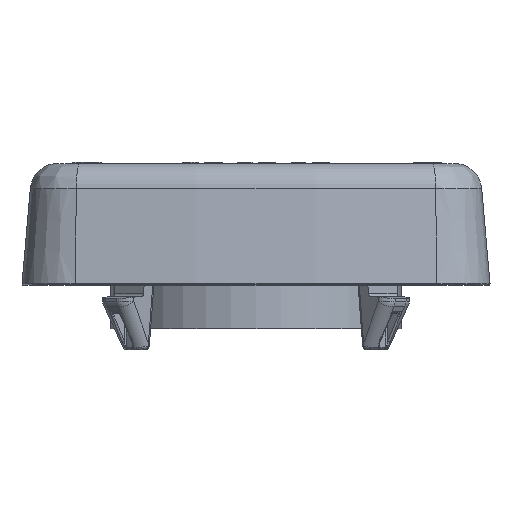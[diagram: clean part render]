
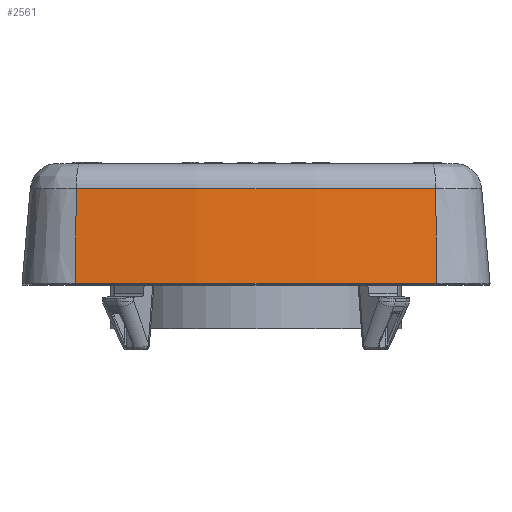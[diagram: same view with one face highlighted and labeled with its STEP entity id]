
A CAD part, left-side view. The second image highlights one B-rep face of the part: STEP entity #2561.
In plain terms, the highlighted conical face has half-angle 5 degrees and reference radius 182.518 mm.
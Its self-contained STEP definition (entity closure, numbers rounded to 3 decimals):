
#95=CONICAL_SURFACE('',#34088,182.518,5.);
#2561=ADVANCED_FACE('',(#4434),#95,.T.);
#4434=FACE_OUTER_BOUND('',#6181,.T.);
#6181=EDGE_LOOP('',(#17908,#17909,#17910,#17911));
#8303=LINE('',#49235,#12332);
#8304=LINE('',#49236,#12333);
#12332=VECTOR('',#38000,1.);
#12333=VECTOR('',#38001,1.);
#17908=ORIENTED_EDGE('',*,*,#29305,.F.);
#17909=ORIENTED_EDGE('',*,*,#29306,.F.);
#17910=ORIENTED_EDGE('',*,*,#28855,.T.);
#17911=ORIENTED_EDGE('',*,*,#29307,.F.);
#25549=VERTEX_POINT('',#48330);
#25550=VERTEX_POINT('',#48331);
#25774=VERTEX_POINT('',#49233);
#25775=VERTEX_POINT('',#49234);
#28855=EDGE_CURVE('',#25549,#25550,#32963,.T.);
#29305=EDGE_CURVE('',#25774,#25775,#33053,.T.);
#29306=EDGE_CURVE('',#25549,#25774,#8303,.T.);
#29307=EDGE_CURVE('',#25775,#25550,#8304,.T.);
#32963=CIRCLE('',#33772,183.033);
#33053=CIRCLE('',#34087,182.003);
#33772=AXIS2_PLACEMENT_3D('',#48329,#37009,#37010);
#34087=AXIS2_PLACEMENT_3D('',#49232,#37998,#37999);
#34088=AXIS2_PLACEMENT_3D('',#49237,#38002,#38003);
#37009=DIRECTION('',(0.,0.,1.));
#37010=DIRECTION('',(-0.992,-0.123,0.));
#37998=DIRECTION('',(0.,0.,1.));
#37999=DIRECTION('',(-0.992,0.123,0.));
#38000=DIRECTION('',(0.086,-0.011,0.996));
#38001=DIRECTION('',(-0.086,-0.011,-0.996));
#38002=DIRECTION('',(0.,0.,-1.));
#38003=DIRECTION('',(-1.,0.,0.));
#48329=CARTESIAN_POINT('',(108.25,0.,-0.383));
#48330=CARTESIAN_POINT('',(-73.405,22.423,-0.383));
#48331=CARTESIAN_POINT('',(-73.405,-22.423,-0.383));
#49232=CARTESIAN_POINT('',(108.25,0.,11.396));
#49233=CARTESIAN_POINT('',(-72.382,22.297,11.396));
#49234=CARTESIAN_POINT('',(-72.382,-22.297,11.396));
#49235=CARTESIAN_POINT('',(-72.382,22.297,11.396));
#49236=CARTESIAN_POINT('',(-72.382,-22.297,11.396));
#49237=CARTESIAN_POINT('',(108.25,0.,5.507));
